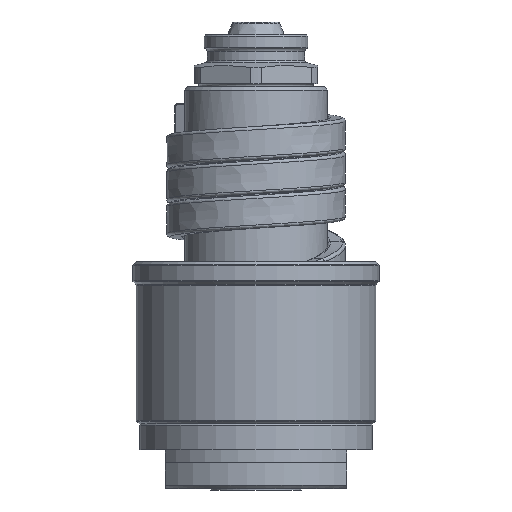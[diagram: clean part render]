
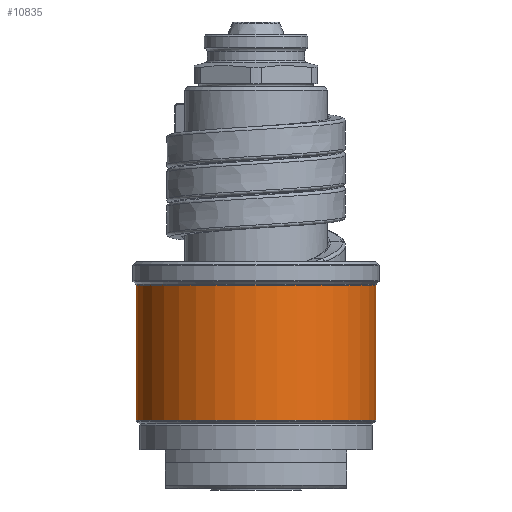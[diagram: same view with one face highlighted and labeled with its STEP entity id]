
A CAD part, front view. The second image highlights one B-rep face of the part: STEP entity #10835.
In plain terms, the highlighted cylindrical face has radius 18.5 mm (diameter 37 mm), a partial arc.
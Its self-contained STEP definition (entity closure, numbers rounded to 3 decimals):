
#3666=CARTESIAN_POINT('',(0.,0.,10.583));
#3667=DIRECTION('',(0.,0.,1.));
#3668=DIRECTION('',(-1.,0.,0.));
#3669=AXIS2_PLACEMENT_3D('',#3666,#3667,#3668);
#3671=DIRECTION('',(0.,0.,-1.));
#3672=VECTOR('',#3671,20.834);
#3673=CARTESIAN_POINT('',(-18.5,0.,31.417));
#3674=LINE('',#3673,#3672);
#3675=CARTESIAN_POINT('',(0.,0.,31.417));
#3676=DIRECTION('',(0.,0.,1.));
#3677=DIRECTION('',(-1.,0.,0.));
#3678=AXIS2_PLACEMENT_3D('',#3675,#3676,#3677);
#3680=DIRECTION('',(0.,0.,-1.));
#3681=VECTOR('',#3680,20.834);
#3682=CARTESIAN_POINT('',(18.5,0.,31.417));
#3683=LINE('',#3682,#3681);
#5320=CARTESIAN_POINT('',(18.5,0.,31.417));
#5321=CARTESIAN_POINT('',(-18.5,0.,31.417));
#5322=VERTEX_POINT('',#5320);
#5323=VERTEX_POINT('',#5321);
#5346=CARTESIAN_POINT('',(18.5,0.,10.583));
#5347=VERTEX_POINT('',#5346);
#5348=CARTESIAN_POINT('',(-18.5,0.,10.583));
#5349=VERTEX_POINT('',#5348);
#10823=CARTESIAN_POINT('',(0.,0.,8.75));
#10824=DIRECTION('',(0.,0.,1.));
#10825=DIRECTION('',(-1.,0.,0.));
#10826=AXIS2_PLACEMENT_3D('',#10823,#10824,#10825);
#10827=CYLINDRICAL_SURFACE('',#10826,18.5);
#10828=ORIENTED_EDGE('',*,*,#8968,.F.);
#10829=ORIENTED_EDGE('',*,*,#8949,.F.);
#10831=ORIENTED_EDGE('',*,*,#10830,.T.);
#10832=ORIENTED_EDGE('',*,*,#8945,.T.);
#10833=EDGE_LOOP('',(#10828,#10829,#10831,#10832));
#10834=FACE_OUTER_BOUND('',#10833,.F.);
#3670=CIRCLE('',#3669,18.5);
#3679=CIRCLE('',#3678,18.5);
#8945=EDGE_CURVE('',#5322,#5347,#3683,.T.);
#8949=EDGE_CURVE('',#5323,#5349,#3674,.T.);
#8968=EDGE_CURVE('',#5349,#5347,#3670,.T.);
#10830=EDGE_CURVE('',#5323,#5322,#3679,.T.);
#10835=ADVANCED_FACE('',(#10834),#10827,.T.);
